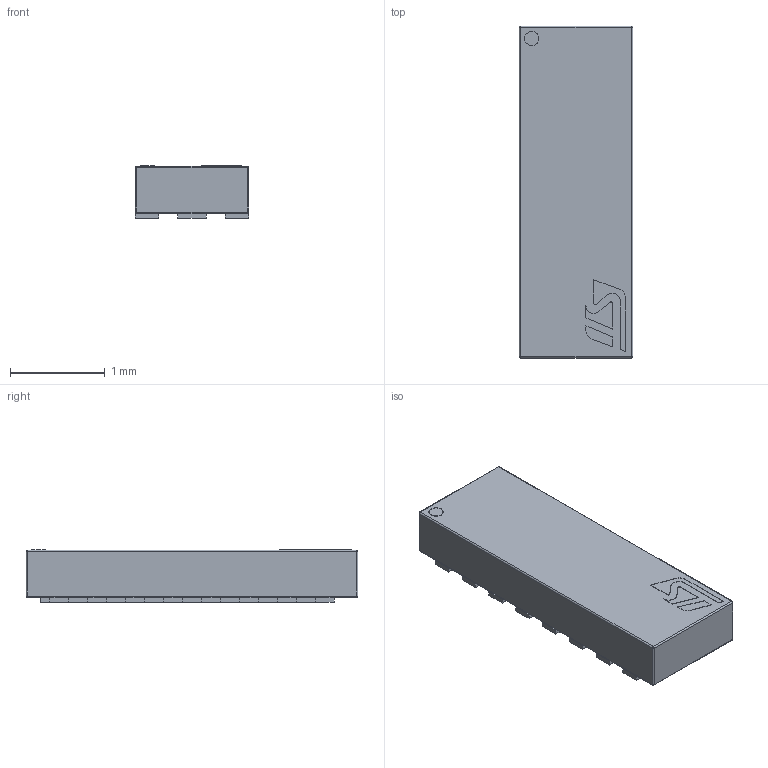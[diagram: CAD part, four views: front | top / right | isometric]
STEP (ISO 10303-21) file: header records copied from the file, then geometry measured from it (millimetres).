
FILE_DESCRIPTION(/* description */ (''),/* implementation_level */ '2;1');
FILE_NAME(/* name */ 'STMicroelectronics EMIF06-MSD02N16 - 16 UDFN.stp',/* time_stamp */ '2020-07-15T00:51:28-04:00',/* author */ ('Ricardo'),/* organization */ (''),/* preprocessor_version */ 'ST-DEVELOPER v18',/* originating_system */ 'Autodesk Inventor 2020',/* authorisation */ '');
FILE_SCHEMA (('AUTOMOTIVE_DESIGN { 1 0 10303 214 3 1 1 }'));
Length unit declared in the file: millimetre
Products named in the file (4): STMicroelectronics M41T00M6 - 8-SOIC RTC; pins; logo1; body_
Assembly tree (3 placements, depth 2):
  STMicroelectronics M41T00M6 - 8-SOIC RTC
    pins
    logo1
    body_
Bounding box: 1.2 x 3.5 x 0.55 mm (x, y, z)
Volume: 2.2 mm3; surface area: 17.7 mm2
Topology: 22 solids, 22 shells, 161 faces, 328 edges, 211 vertices
Faces by surface type: plane 134, cylinder 19, sphere 8
Full cylindrical faces by diameter (mm): 0.15 x1
Entity records: 4290 total; most frequent: CARTESIAN_POINT 707, DIRECTION 704, ORIENTED_EDGE 656, EDGE_CURVE 328, LINE 288, VECTOR 288, VERTEX_POINT 211, AXIS2_PLACEMENT_3D 208
